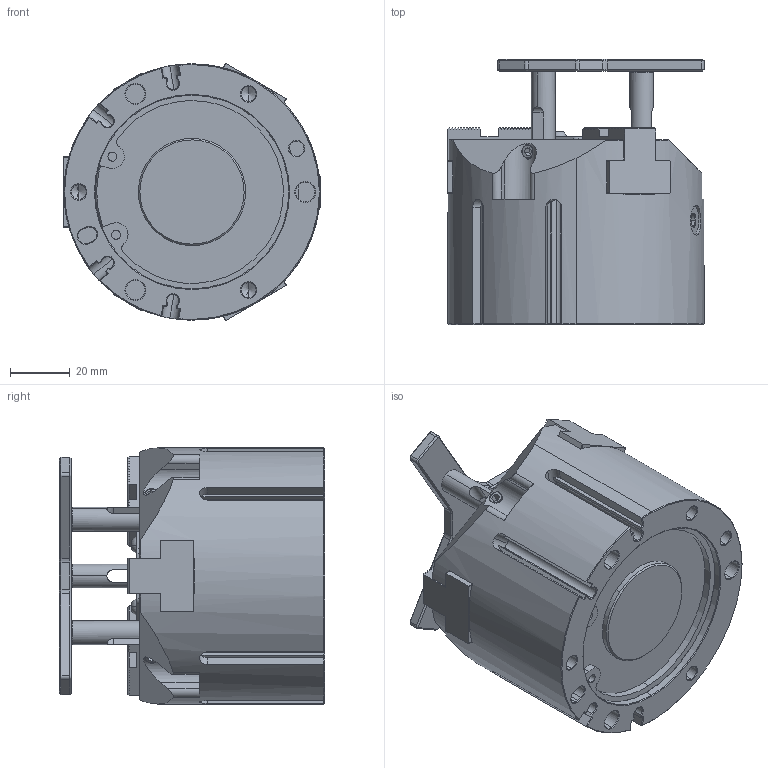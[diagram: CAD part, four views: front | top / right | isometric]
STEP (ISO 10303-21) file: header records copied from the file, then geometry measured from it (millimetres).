
FILE_DESCRIPTION (( 'STEP AP203' ), '1' );
FILE_NAME ('FY46(SN)-SMC-D63三爪总成.STEP', '2021-12-27T11:04:09', ( 'User' ), ( 'Microsoft' ), 'SwSTEP 2.0', 'SolidWorks 2015', '' );
FILE_SCHEMA (( 'CONFIG_CONTROL_DESIGN' ));
Length unit declared in the file: millimetre
Products named in the file (11): hexagon socket button head screws gb_GB_SOCKET_TYPE7 M3X6-N; FY46(SN)-SMC-D63三爪滑块; FY46(SN)-SMC-D63三爪后盖; FY46(SN)-SMC-D63三爪壳体; circlips for holes--type a gb_GB_CONNECTING_PIECE_RING_RRH 65; FY46(SN)-SMC-D63三爪前盖; FY46(SN)-SMC-D63三爪总成; FY46(SN)-SMC-D63三爪推杆; FY46(SN)-SMC-D63三爪推料板; M5X20芢蹋裝嘐隅蹟隊; 迠蹋啣蹟隊
Assembly tree (20 placements, depth 2):
  FY46(SN)-SMC-D63三爪总成
    FY46(SN)-SMC-D63三爪壳体
    FY46(SN)-SMC-D63三爪前盖
    FY46(SN)-SMC-D63三爪推杆  x3
    FY46(SN)-SMC-D63三爪推料板
    M5X20芢蹋裝嘐隅蹟隊  x3
    迠蹋啣蹟隊  x3
    hexagon socket button head screws gb_GB_SOCKET_TYPE7 M3X6-N  x3
    FY46(SN)-SMC-D63三爪滑块  x3
    FY46(SN)-SMC-D63三爪后盖
    circlips for holes--type a gb_GB_CONNECTING_PIECE_RING_RRH 65
Bounding box: 86 x 89 x 86.33 mm (x, y, z)
Volume: 249555.8 mm3; surface area: 86678.4 mm2
Topology: 20 solids, 20 shells, 1355 faces, 3492 edges, 2193 vertices
Faces by surface type: plane 794, cylinder 264, cone 231, bspline 36, torus 24, sphere 6
Entity records: 32115 total; most frequent: CARTESIAN_POINT 9105, ORIENTED_EDGE 4540, DIRECTION 4401, EDGE_CURVE 2270, AXIS2_PLACEMENT_3D 1487, VERTEX_POINT 1433, VECTOR 1427, LINE 1427
